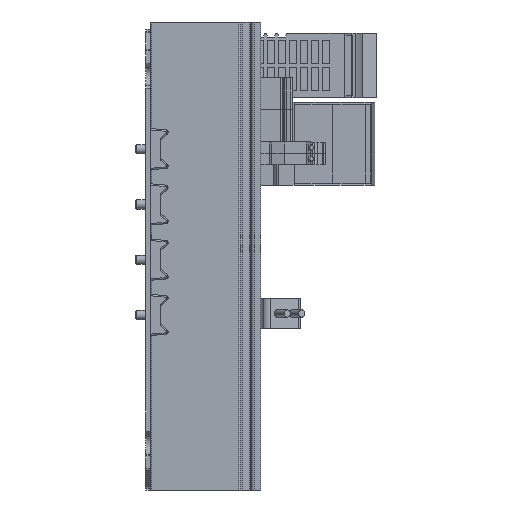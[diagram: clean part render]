
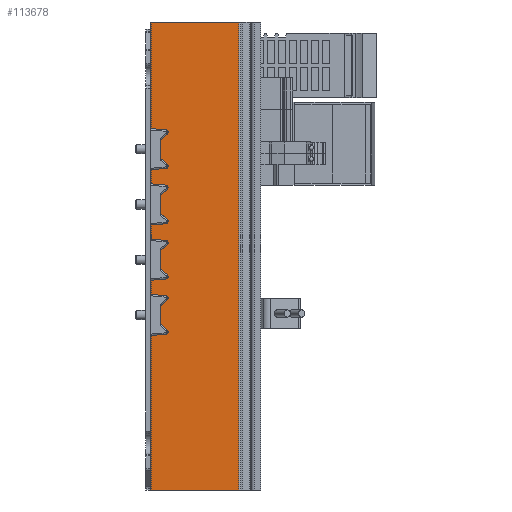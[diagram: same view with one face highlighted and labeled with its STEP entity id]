
A CAD part, front view. The second image highlights one B-rep face of the part: STEP entity #113678.
In plain terms, the highlighted planar face has unit normal (0, -1, 0).
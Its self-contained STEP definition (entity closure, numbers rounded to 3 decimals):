
#6193=ORIENTED_EDGE('',*,*,#32992,.T.);
#6194=ORIENTED_EDGE('',*,*,#33053,.F.);
#6195=ORIENTED_EDGE('',*,*,#32616,.F.);
#6196=ORIENTED_EDGE('',*,*,#33052,.T.);
#32616=EDGE_CURVE('',#46300,#46301,#55405,.T.);
#32992=EDGE_CURVE('',#46522,#46521,#55656,.T.);
#33052=EDGE_CURVE('',#46300,#46522,#55698,.T.);
#33053=EDGE_CURVE('',#46301,#46521,#55699,.T.);
#46300=VERTEX_POINT('',#153226);
#46301=VERTEX_POINT('',#153228);
#46521=VERTEX_POINT('',#153965);
#46522=VERTEX_POINT('',#153967);
#55405=LINE('',#153227,#65855);
#55656=LINE('',#153966,#66106);
#55698=LINE('',#154085,#66148);
#55699=LINE('',#154087,#66149);
#65855=VECTOR('',#126921,1000.);
#66106=VECTOR('',#127706,1000.);
#66148=VECTOR('',#127834,1000.);
#66149=VECTOR('',#127837,1000.);
#76356=EDGE_LOOP('',(#6193,#6194,#6195,#6196));
#81900=FACE_BOUND('',#76356,.T.);
#87331=PLANE('',#119024);
#113678=ADVANCED_FACE('',(#81900),#87331,.F.);
#119024=AXIS2_PLACEMENT_3D('',#154086,#127835,#127836);
#126921=DIRECTION('',(0.,0.,-1.));
#127706=DIRECTION('',(0.,0.,-1.));
#127834=DIRECTION('',(-1.,0.,0.));
#127835=DIRECTION('',(0.,1.,0.));
#127836=DIRECTION('',(0.,0.,1.));
#127837=DIRECTION('',(-1.,0.,0.));
#153226=CARTESIAN_POINT('',(125.,22.5,47.9));
#153227=CARTESIAN_POINT('',(125.,22.5,47.9));
#153228=CARTESIAN_POINT('',(125.,22.5,0.5));
#153965=CARTESIAN_POINT('',(-129.,22.5,0.5));
#153966=CARTESIAN_POINT('',(-129.,22.5,47.9));
#153967=CARTESIAN_POINT('',(-129.,22.5,47.9));
#154085=CARTESIAN_POINT('',(125.,22.5,47.9));
#154086=CARTESIAN_POINT('',(125.,22.5,47.9));
#154087=CARTESIAN_POINT('',(125.,22.5,0.5));
